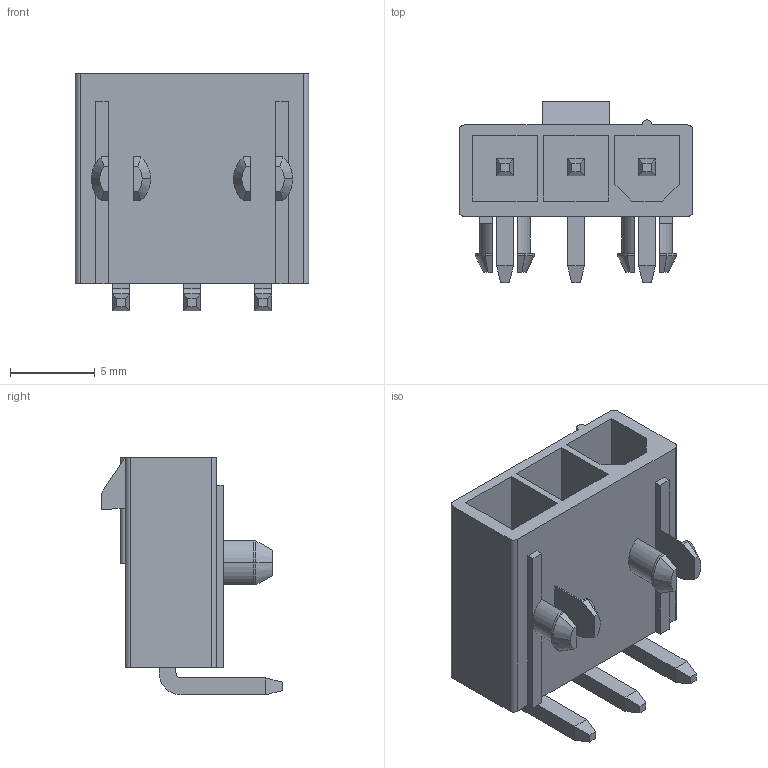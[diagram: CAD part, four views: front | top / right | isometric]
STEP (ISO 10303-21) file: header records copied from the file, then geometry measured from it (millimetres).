
FILE_DESCRIPTION(('FreeCAD Model'),'2;1');
FILE_NAME('Open CASCADE Shape Model','2025-11-14T14:25:26',(''),(''), 'Open CASCADE STEP processor 7.8','FreeCAD','Unknown');
FILE_SCHEMA(('AP242_MANAGED_MODEL_BASED_3D_ENGINEERING_MIM_LF. {1 0 10303 442 1 1 4 }'));
Length unit declared in the file: millimetre
Products named in the file (3): 1726480103_1; Solid; Compound
Assembly tree (2 placements, depth 2):
  1726480103_1
    Solid
    Compound
Bounding box: 13.8 x 10.7 x 14.05 mm (x, y, z)
Volume: 605.3 mm3; surface area: 1287.6 mm2
Topology: 1 solids, 1 shells, 160 faces, 403 edges, 268 vertices
Faces by surface type: plane 125, cylinder 27, cone 8
Entity records: 11512 total; most frequent: CARTESIAN_POINT 1988, DIRECTION 1537, LINE 1035, VECTOR 1035, ORIENTED_EDGE 782, PCURVE 782, DEFINITIONAL_REPRESENTATION 782, EDGE_CURVE 391
